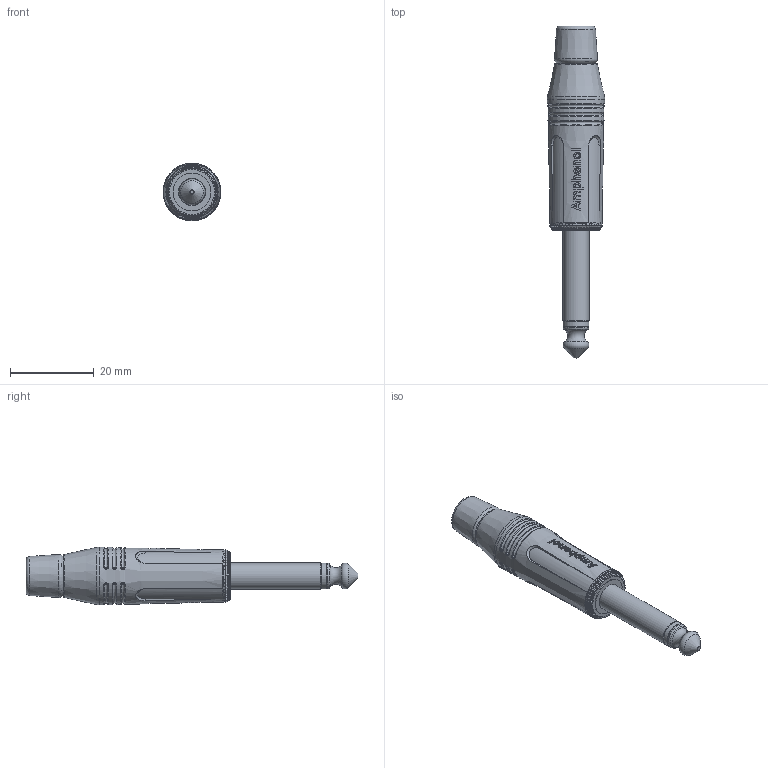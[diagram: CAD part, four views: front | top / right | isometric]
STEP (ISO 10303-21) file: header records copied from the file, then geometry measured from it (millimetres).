
FILE_DESCRIPTION(/* description */ (''),/* implementation_level */ '2;1');
FILE_NAME(/* name */ 'ACPM-GB-AU.stp',/* time_stamp */ '2024-02-21T11:35:34+11:00',/* author */ ('minh'),/* organization */ (''),/* preprocessor_version */ 'ST-DEVELOPER v18.1',/* originating_system */ 'Autodesk Inventor 2022',/* authorisation */ '');
FILE_SCHEMA (('AUTOMOTIVE_DESIGN { 1 0 10303 214 3 1 1 }'));
Length unit declared in the file: inch
Products named in the file (1): ACPM-GB-AU
Bounding box: 13.8 x 79.1 x 13.8 mm (x, y, z)
Volume: 3712 mm3; surface area: 7003.2 mm2
Topology: 2 solids, 5 shells, 879 faces, 2508 edges, 1636 vertices
Faces by surface type: plane 506, bspline 121, cylinder 104, cone 102, torus 34, sphere 12
Full cylindrical faces by diameter (mm): 1.4 x1, 2.15 x2, 2.3 x2, 3.2 x1, 4 x1, 6.15 x1, 6.2 x1, 6.32 x2, 7.4 x1, 7.9 x1, 8.4 x1, 8.6 x1, 9 x2, 9.5 x1, 10.3 x1, 10.76 x1, 10.8 x1, 12.4 x1
Entity records: 33866 total; most frequent: CARTESIAN_POINT 10501, ORIENTED_EDGE 5014, DIRECTION 4399, EDGE_CURVE 2507, VERTEX_POINT 1636, AXIS2_PLACEMENT_3D 1576, LINE 1247, VECTOR 1247
